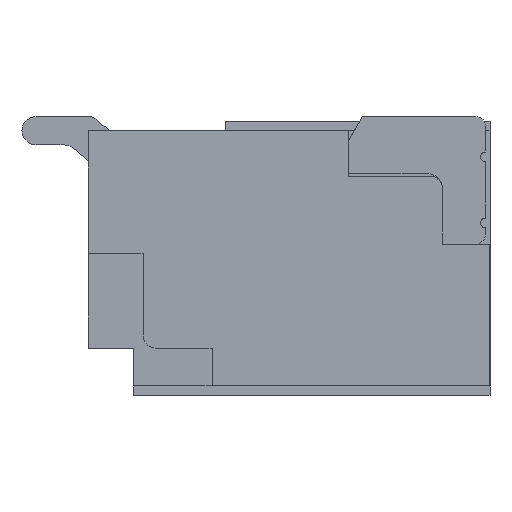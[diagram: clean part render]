
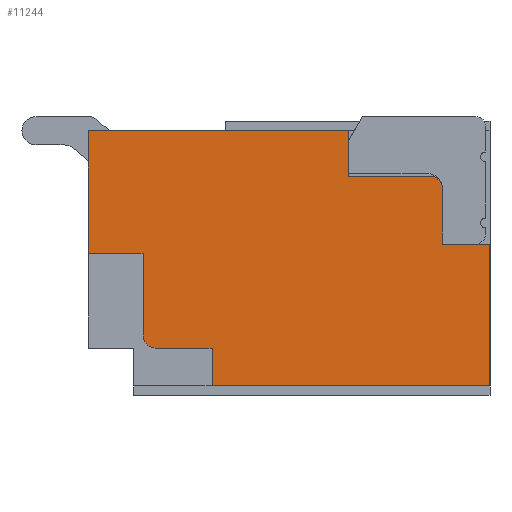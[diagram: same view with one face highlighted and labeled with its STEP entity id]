
A CAD part, left-side view. The second image highlights one B-rep face of the part: STEP entity #11244.
In plain terms, the highlighted planar face has unit normal (-1, 0, 0).
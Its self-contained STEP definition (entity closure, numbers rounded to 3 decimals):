
#252=DIRECTION('',(0.,-1.,0.));
#253=VECTOR('',#252,2.75);
#254=CARTESIAN_POINT('',(1.,4.25,1.3));
#255=LINE('7169',#254,#253);
#472=DIRECTION('',(0.,1.,0.));
#473=VECTOR('',#472,2.94);
#474=CARTESIAN_POINT('',(1.,0.,-1.4));
#475=LINE('7945',#474,#473);
#484=DIRECTION('',(0.,0.,1.));
#485=VECTOR('',#484,0.4);
#486=CARTESIAN_POINT('',(1.,2.94,-1.4));
#487=LINE('7946',#486,#485);
#504=DIRECTION('',(0.,1.,0.));
#505=VECTOR('',#504,0.5);
#506=CARTESIAN_POINT('',(1.,0.,0.1));
#507=LINE('7942',#506,#505);
#508=DIRECTION('',(0.,0.,1.));
#509=VECTOR('',#508,1.5);
#510=CARTESIAN_POINT('',(1.,0.,-1.4));
#511=LINE('7569',#510,#509);
#512=DIRECTION('',(0.,-1.,0.));
#513=VECTOR('',#512,0.59);
#514=CARTESIAN_POINT('',(1.,3.53,-1.));
#515=LINE('7947',#514,#513);
#516=CARTESIAN_POINT('',(1.,3.53,-0.86));
#517=DIRECTION('',(-1.,0.,0.));
#518=DIRECTION('',(0.,1.,0.));
#519=AXIS2_PLACEMENT_3D('',#516,#517,#518);
#521=DIRECTION('',(0.,0.,1.));
#522=VECTOR('',#521,0.48);
#523=CARTESIAN_POINT('',(1.,1.5,0.82));
#524=LINE('7952',#523,#522);
#525=DIRECTION('',(0.,1.,0.));
#526=VECTOR('',#525,0.86);
#527=CARTESIAN_POINT('',(1.,0.64,0.82));
#528=LINE('7953',#527,#526);
#529=CARTESIAN_POINT('',(1.,0.64,0.68));
#530=DIRECTION('',(-1.,0.,0.));
#531=DIRECTION('',(0.,-1.,0.));
#532=AXIS2_PLACEMENT_3D('',#529,#530,#531);
#591=DIRECTION('',(0.,0.,-1.));
#592=VECTOR('',#591,0.58);
#593=CARTESIAN_POINT('',(1.,0.5,0.68));
#594=LINE('7954',#593,#592);
#5307=DIRECTION('',(0.,0.,1.));
#5308=VECTOR('',#5307,1.3);
#5309=CARTESIAN_POINT('',(1.,4.25,0.));
#5310=LINE('7951',#5309,#5308);
#5319=DIRECTION('',(0.,1.,0.));
#5320=VECTOR('',#5319,0.58);
#5321=CARTESIAN_POINT('',(1.,3.67,0.));
#5322=LINE('7950',#5321,#5320);
#5323=DIRECTION('',(0.,0.,1.));
#5324=VECTOR('',#5323,0.86);
#5325=CARTESIAN_POINT('',(1.,3.67,-0.86));
#5326=LINE('7949',#5325,#5324);
#9196=CARTESIAN_POINT('',(1.,1.5,1.3));
#9197=VERTEX_POINT('',#9196);
#9198=CARTESIAN_POINT('',(1.,4.25,1.3));
#9199=VERTEX_POINT('',#9198);
#9594=CARTESIAN_POINT('',(1.,0.,-1.4));
#9595=VERTEX_POINT('',#9594);
#9596=CARTESIAN_POINT('',(1.,0.,0.1));
#9597=VERTEX_POINT('',#9596);
#10032=CARTESIAN_POINT('',(1.,0.5,0.68));
#10033=CARTESIAN_POINT('',(1.,0.64,0.82));
#10034=VERTEX_POINT('',#10032);
#10035=VERTEX_POINT('',#10033);
#10043=CARTESIAN_POINT('',(1.,0.5,0.1));
#10044=VERTEX_POINT('',#10043);
#10047=CARTESIAN_POINT('',(1.,2.94,-1.4));
#10048=VERTEX_POINT('',#10047);
#10049=CARTESIAN_POINT('',(1.,2.94,-1.));
#10050=VERTEX_POINT('',#10049);
#10051=CARTESIAN_POINT('',(1.,3.53,-1.));
#10052=VERTEX_POINT('',#10051);
#10053=CARTESIAN_POINT('',(1.,3.67,-0.86));
#10054=VERTEX_POINT('',#10053);
#10055=CARTESIAN_POINT('',(1.,3.67,0.));
#10056=VERTEX_POINT('',#10055);
#10057=CARTESIAN_POINT('',(1.,4.25,0.));
#10058=VERTEX_POINT('',#10057);
#10059=CARTESIAN_POINT('',(1.,1.5,0.82));
#10060=VERTEX_POINT('',#10059);
#11212=CARTESIAN_POINT('',(1.,0.,1.4));
#11213=DIRECTION('',(1.,0.,0.));
#11214=DIRECTION('',(0.,0.,-1.));
#11215=AXIS2_PLACEMENT_3D('',#11212,#11213,#11214);
#11216=PLANE('8905',#11215);
#11218=ORIENTED_EDGE('7942',*,*,#11217,.F.);
#11220=ORIENTED_EDGE('7569',*,*,#11219,.F.);
#11221=ORIENTED_EDGE('7945',*,*,#11180,.T.);
#11222=ORIENTED_EDGE('7946',*,*,#11196,.T.);
#11224=ORIENTED_EDGE('7947',*,*,#11223,.F.);
#11226=ORIENTED_EDGE('7948',*,*,#11225,.F.);
#11228=ORIENTED_EDGE('7949',*,*,#11227,.T.);
#11230=ORIENTED_EDGE('7950',*,*,#11229,.T.);
#11232=ORIENTED_EDGE('7951',*,*,#11231,.T.);
#11233=ORIENTED_EDGE('7169',*,*,#10911,.T.);
#11235=ORIENTED_EDGE('7952',*,*,#11234,.F.);
#11237=ORIENTED_EDGE('7953',*,*,#11236,.F.);
#11239=ORIENTED_EDGE('7933',*,*,#11238,.F.);
#11241=ORIENTED_EDGE('7954',*,*,#11240,.T.);
#11242=EDGE_LOOP('8905',(#11218,#11220,#11221,#11222,#11224,#11226,#11228,
#11230,#11232,#11233,#11235,#11237,#11239,#11241));
#11243=FACE_OUTER_BOUND('8905',#11242,.F.);
#11244=ADVANCED_FACE('8905',(#11243),#11216,.F.);
#520=CIRCLE('7948',#519,0.14);
#533=CIRCLE('7933',#532,0.14);
#10911=EDGE_CURVE('7169',#9199,#9197,#255,.T.);
#11180=EDGE_CURVE('7945',#9595,#10048,#475,.T.);
#11196=EDGE_CURVE('7946',#10048,#10050,#487,.T.);
#11217=EDGE_CURVE('7942',#9597,#10044,#507,.T.);
#11219=EDGE_CURVE('7569',#9595,#9597,#511,.T.);
#11223=EDGE_CURVE('7947',#10052,#10050,#515,.T.);
#11225=EDGE_CURVE('7948',#10054,#10052,#520,.T.);
#11227=EDGE_CURVE('7949',#10054,#10056,#5326,.T.);
#11229=EDGE_CURVE('7950',#10056,#10058,#5322,.T.);
#11231=EDGE_CURVE('7951',#10058,#9199,#5310,.T.);
#11234=EDGE_CURVE('7952',#10060,#9197,#524,.T.);
#11236=EDGE_CURVE('7953',#10035,#10060,#528,.T.);
#11238=EDGE_CURVE('7933',#10034,#10035,#533,.T.);
#11240=EDGE_CURVE('7954',#10034,#10044,#594,.T.);
